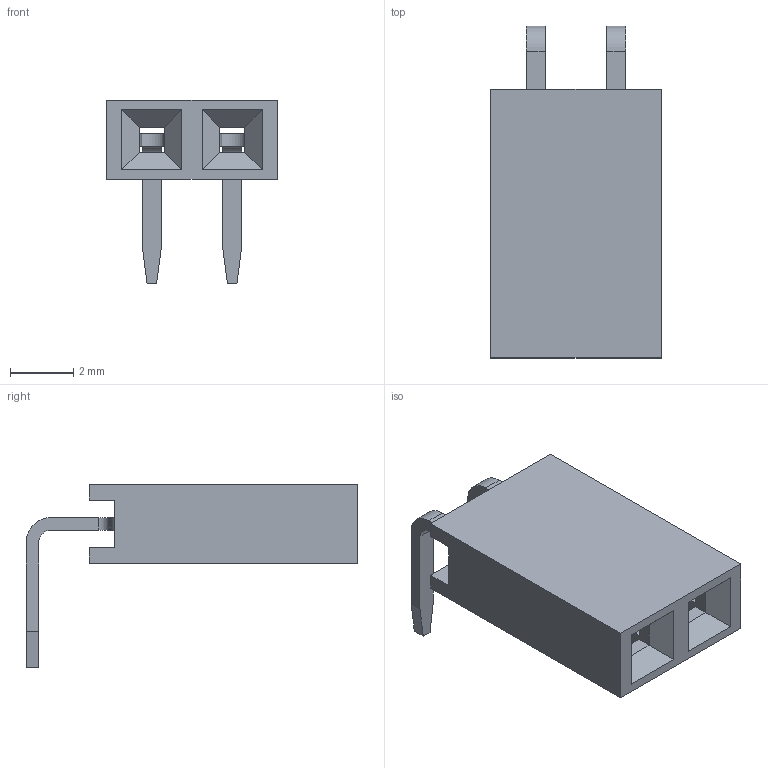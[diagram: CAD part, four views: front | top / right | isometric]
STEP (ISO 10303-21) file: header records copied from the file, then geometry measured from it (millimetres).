
FILE_DESCRIPTION(('STEP AP214'), '1');
FILE_NAME('DS1024-1x5RF1', '2017-07-15T12:19:10', ('Nobody'), (''), 'ASCON STEP Converter 1.3', 'ASCON Math Kernel', '');
FILE_SCHEMA(('AUTOMOTIVE_DESIGN { 1 0 10303 214 3 1 1}'));
Length unit declared in the file: millimetre
Assembly tree (3 placements, depth 2):
  (unnamed)
    (unnamed)
    (unnamed)  x2
Bounding box: 5.38 x 10.5 x 5.8 mm (x, y, z)
Volume: 88.2 mm3; surface area: 340.1 mm2
Topology: 3 solids, 3 shells, 112 faces, 316 edges, 208 vertices
Faces by surface type: plane 86, cylinder 26
Entity records: 3377 total; most frequent: CARTESIAN_POINT 458, ORIENTED_EDGE 452, DIRECTION 420, EDGE_CURVE 226, LINE 200, VECTOR 200, VERTEX_POINT 148, AXIS2_PLACEMENT_3D 110
